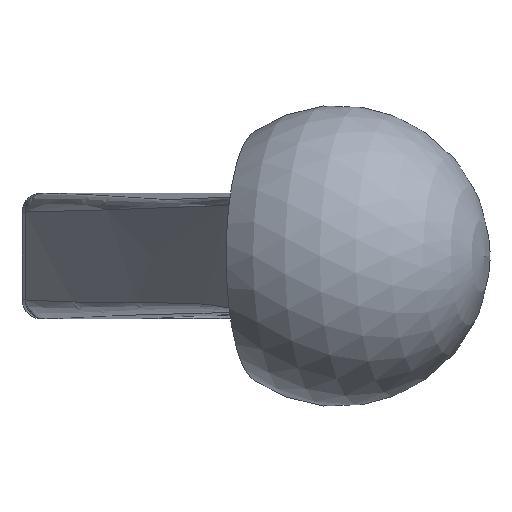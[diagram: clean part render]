
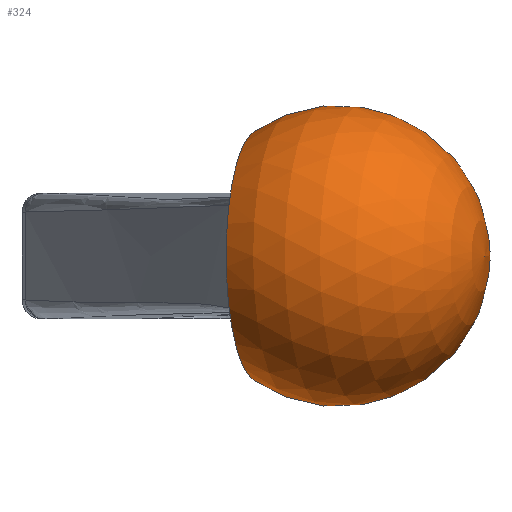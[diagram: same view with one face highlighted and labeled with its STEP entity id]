
A CAD part, left-side view. The second image highlights one B-rep face of the part: STEP entity #324.
In plain terms, the highlighted spherical face has radius 6 mm.
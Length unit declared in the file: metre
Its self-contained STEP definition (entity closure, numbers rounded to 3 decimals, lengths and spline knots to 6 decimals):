
#23=SPHERICAL_SURFACE('',#364,0.006);
#49=CIRCLE('',#360,0.005312);
#51=CIRCLE('',#363,0.005);
#52=CIRCLE('',#365,0.005312);
#53=CIRCLE('',#366,0.005312);
#80=ORIENTED_EDGE('',*,*,#167,.T.);
#81=ORIENTED_EDGE('',*,*,#174,.F.);
#82=ORIENTED_EDGE('',*,*,#175,.F.);
#83=ORIENTED_EDGE('',*,*,#172,.T.);
#167=EDGE_CURVE('',#215,#214,#49,.F.);
#172=EDGE_CURVE('',#218,#215,#51,.T.);
#174=EDGE_CURVE('',#219,#214,#52,.F.);
#175=EDGE_CURVE('',#218,#219,#53,.F.);
#214=VERTEX_POINT('',#635);
#215=VERTEX_POINT('',#637);
#218=VERTEX_POINT('',#714);
#219=VERTEX_POINT('',#718);
#265=EDGE_LOOP('',(#80,#81,#82,#83));
#291=FACE_BOUND('',#265,.T.);
#324=ADVANCED_FACE('',(#291),#23,.T.);
#360=AXIS2_PLACEMENT_3D('',#636,#397,#398);
#363=AXIS2_PLACEMENT_3D('',#713,#404,#405);
#364=AXIS2_PLACEMENT_3D('',#716,#407,#408);
#365=AXIS2_PLACEMENT_3D('',#717,#409,#410);
#366=AXIS2_PLACEMENT_3D('',#719,#411,#412);
#397=DIRECTION('',(1.,0.,0.));
#398=DIRECTION('',(0.,0.,1.));
#404=DIRECTION('',(-0.259,-0.966,0.));
#405=DIRECTION('',(0.966,-0.259,0.));
#407=DIRECTION('',(0.259,0.966,0.));
#408=DIRECTION('',(0.966,-0.259,0.));
#409=DIRECTION('',(-1.,0.,0.));
#410=DIRECTION('',(0.,0.,1.));
#411=DIRECTION('',(-1.,0.,0.));
#412=DIRECTION('',(0.,0.,1.));
#635=CARTESIAN_POINT('',(-0.098715,-0.00968,-0.003423));
#636=CARTESIAN_POINT('',(-0.098715,-0.005618,0.));
#637=CARTESIAN_POINT('',(-0.098715,-0.002932,-0.004583));
#713=CARTESIAN_POINT('',(-0.100647,-0.002415,0.));
#714=CARTESIAN_POINT('',(-0.098715,-0.002932,0.004583));
#716=CARTESIAN_POINT('',(-0.101505,-0.005618,0.));
#717=CARTESIAN_POINT('',(-0.098715,-0.005618,0.));
#718=CARTESIAN_POINT('',(-0.098715,-0.00968,0.003423));
#719=CARTESIAN_POINT('',(-0.098715,-0.005618,0.));
